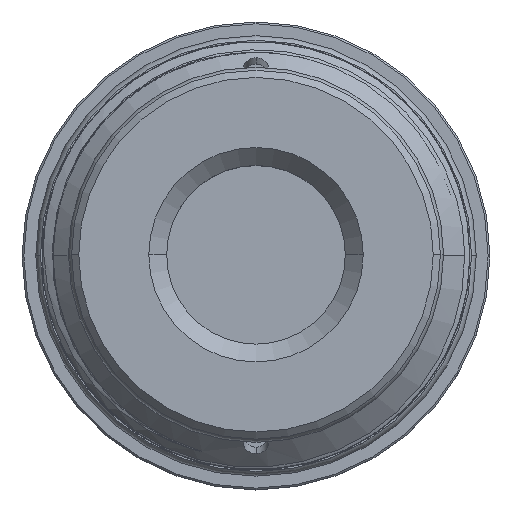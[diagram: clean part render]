
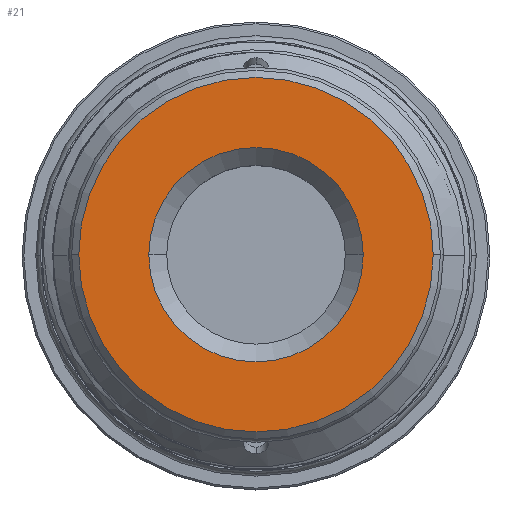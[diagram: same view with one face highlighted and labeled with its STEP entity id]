
A CAD part, top view. The second image highlights one B-rep face of the part: STEP entity #21.
In plain terms, the highlighted planar face has unit normal (0, 0, 1).
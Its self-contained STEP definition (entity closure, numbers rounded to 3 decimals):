
#21 = ADVANCED_FACE ( 'NONE', ( #4275, #11026 ), #14179, .T. ) ;
#2169 = DIRECTION ( 'NONE',  ( 1., 0., 0. ) ) ;
#2276 = EDGE_CURVE ( 'NONE', #13658, #11074, #14167, .T. ) ;
#2286 = CARTESIAN_POINT ( 'NONE',  ( 20.64, 0., 85.95 ) ) ;
#2671 = EDGE_LOOP ( 'NONE', ( #6475, #12317 ) ) ;
#2757 = EDGE_CURVE ( 'NONE', #4024, #8246, #5312, .T. ) ;
#4024 = VERTEX_POINT ( 'NONE', #14911 ) ;
#4275 = FACE_BOUND ( 'NONE', #13036, .T. ) ;
#4556 = CARTESIAN_POINT ( 'NONE',  ( 0., 0., 85.95 ) ) ;
#4926 = DIRECTION ( 'NONE',  ( 0., 0., -1. ) ) ;
#5301 = CARTESIAN_POINT ( 'NONE',  ( 0., 0., 85.95 ) ) ;
#5312 = CIRCLE ( 'NONE', #11498, 12. ) ;
#5371 = CIRCLE ( 'NONE', #10576, 12. ) ;
#5935 = DIRECTION ( 'NONE',  ( 1., 0., 0. ) ) ;
#6475 = ORIENTED_EDGE ( 'NONE', *, *, #13285, .T. ) ;
#7428 = CARTESIAN_POINT ( 'NONE',  ( 19.84, 0., 85.95 ) ) ;
#8080 = DIRECTION ( 'NONE',  ( 1., 0., 0. ) ) ;
#8189 = DIRECTION ( 'NONE',  ( 1., 0., 0. ) ) ;
#8246 = VERTEX_POINT ( 'NONE', #13198 ) ;
#8454 = CARTESIAN_POINT ( 'NONE',  ( 0., 0., 85.95 ) ) ;
#9408 = AXIS2_PLACEMENT_3D ( 'NONE', #4556, #10361, #8080 ) ;
#9442 = ORIENTED_EDGE ( 'NONE', *, *, #10780, .T. ) ;
#10361 = DIRECTION ( 'NONE',  ( 0., 0., 1. ) ) ;
#10576 = AXIS2_PLACEMENT_3D ( 'NONE', #5301, #11919, #5935 ) ;
#10672 = DIRECTION ( 'NONE',  ( 1., 0., 0. ) ) ;
#10780 = EDGE_CURVE ( 'NONE', #8246, #4024, #5371, .T. ) ;
#11026 = FACE_OUTER_BOUND ( 'NONE', #2671, .T. ) ;
#11074 = VERTEX_POINT ( 'NONE', #15230 ) ;
#11498 = AXIS2_PLACEMENT_3D ( 'NONE', #8454, #4926, #10672 ) ;
#11725 = DIRECTION ( 'NONE',  ( 0., 0., 1. ) ) ;
#11919 = DIRECTION ( 'NONE',  ( 0., 0., -1. ) ) ;
#12317 = ORIENTED_EDGE ( 'NONE', *, *, #2276, .T. ) ;
#12815 = AXIS2_PLACEMENT_3D ( 'NONE', #2286, #15433, #8189 ) ;
#13015 = AXIS2_PLACEMENT_3D ( 'NONE', #15415, #11725, #2169 ) ;
#13036 = EDGE_LOOP ( 'NONE', ( #14663, #9442 ) ) ;
#13198 = CARTESIAN_POINT ( 'NONE',  ( -12., 0., 85.95 ) ) ;
#13285 = EDGE_CURVE ( 'NONE', #11074, #13658, #13651, .T. ) ;
#13651 = CIRCLE ( 'NONE', #13015, 19.84 ) ;
#13658 = VERTEX_POINT ( 'NONE', #7428 ) ;
#14167 = CIRCLE ( 'NONE', #9408, 19.84 ) ;
#14179 = PLANE ( 'NONE',  #12815 ) ;
#14663 = ORIENTED_EDGE ( 'NONE', *, *, #2757, .T. ) ;
#14911 = CARTESIAN_POINT ( 'NONE',  ( 12., 0., 85.95 ) ) ;
#15230 = CARTESIAN_POINT ( 'NONE',  ( -19.84, 0., 85.95 ) ) ;
#15415 = CARTESIAN_POINT ( 'NONE',  ( 0., 0., 85.95 ) ) ;
#15433 = DIRECTION ( 'NONE',  ( 0., 0., 1. ) ) ;
